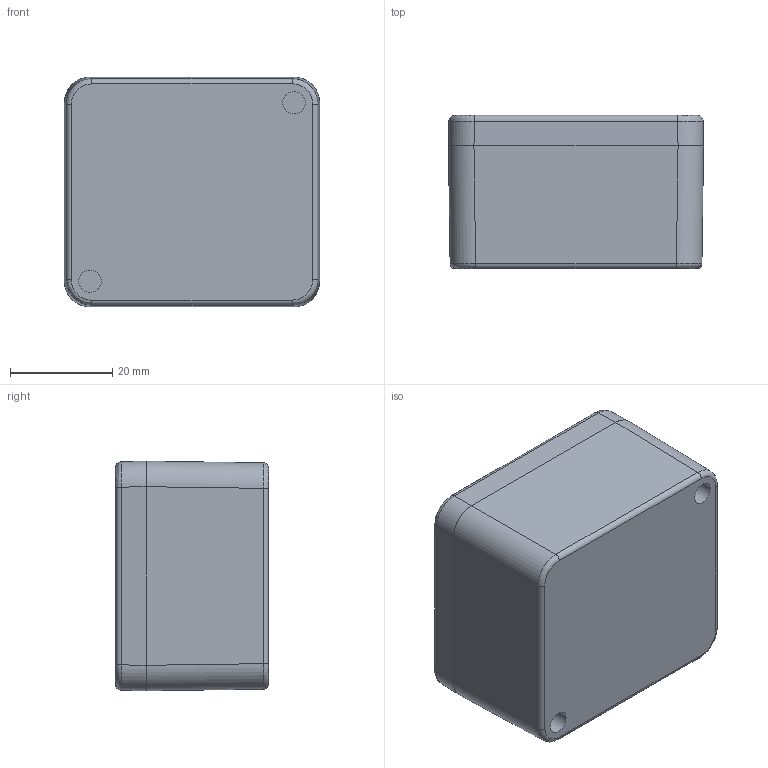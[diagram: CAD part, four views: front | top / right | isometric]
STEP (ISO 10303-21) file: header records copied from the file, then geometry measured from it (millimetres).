
FILE_DESCRIPTION((''),'2;1');
FILE_NAME('CA-020_ASM','2010-04-12T',('M.Fehring'),(''),'PRO/ENGINEER BY PARAMETRIC TECHNOLOGY CORPORATION, 2005070','PRO/ENGINEER BY PARAMETRIC TECHNOLOGY CORPORATION, 2005070','');
FILE_SCHEMA(('AUTOMOTIVE_DESIGN_CC2 { 1 2 10303 214 -1 1 5 2 }'));
Length unit declared in the file: millimetre
Products named in the file (7): CA-020_UT_PRT; 9261114000; CA-020_UT_ASM; CA-020_DE_PRT; CA-020_DE_ASM; 9261011000; CA-020_ASM
Assembly tree (8 placements, depth 3):
  CA-020_ASM
    CA-020_UT_ASM
      CA-020_UT_PRT
      9261114000
    CA-020_DE_ASM
      CA-020_DE_PRT
      9261114000
    9261011000  x2
Bounding box: 50 x 30 x 45 mm (x, y, z)
Volume: 26007.4 mm3; surface area: 21814.7 mm2
Topology: 24 solids, 24 shells, 499 faces, 1289 edges, 837 vertices
Faces by surface type: plane 228, cylinder 146, cone 93, bspline 20, torus 12
Entity records: 15312 total; most frequent: CARTESIAN_POINT 3995, ORIENTED_EDGE 1782, DIRECTION 1703, PRESENTATION_STYLE_ASSIGNMENT 904, STYLED_ITEM 904, CURVE_STYLE 891, EDGE_CURVE 891, AXIS2_PLACEMENT_3D 636
